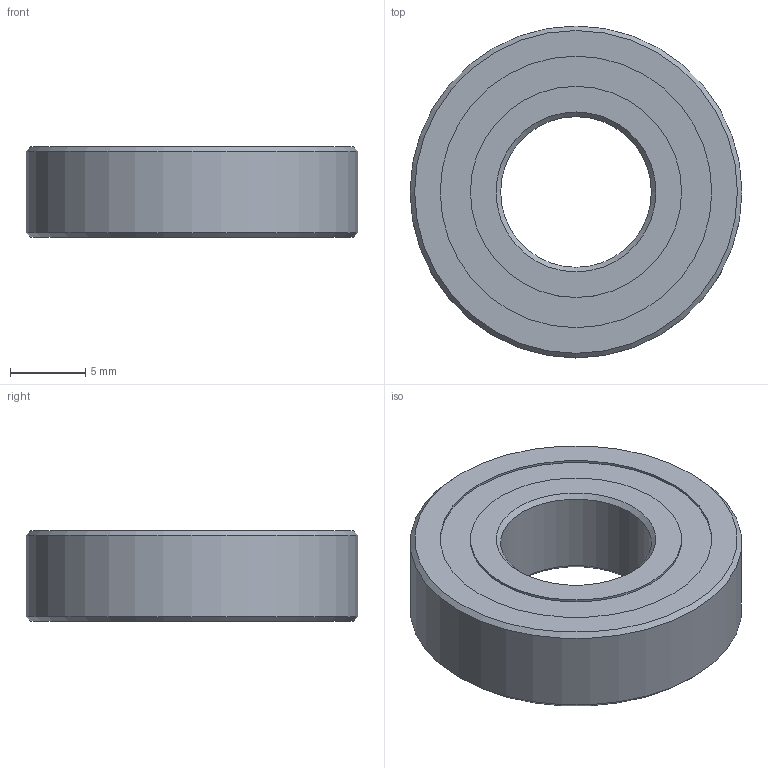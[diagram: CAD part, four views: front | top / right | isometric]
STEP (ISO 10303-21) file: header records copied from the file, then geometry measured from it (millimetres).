
FILE_DESCRIPTION(/* description */ (''),/* implementation_level */ '2;1');
FILE_NAME(/* name */ '5972K286_Ball Bearing.step',/* time_stamp */ '2023-12-15T18:01:58+05:30',/* author */ (''),/* organization */ (''),/* preprocessor_version */ 'ST-DEVELOPER v20',/* originating_system */ 'Autodesk Translation Framework v12.14.0.127',/* authorisation */ '');
FILE_SCHEMA (('AUTOMOTIVE_DESIGN { 1 0 10303 214 3 1 1 }'));
Length unit declared in the file: millimetre
Products named in the file (1): 5972K286_Ball Bearing
Bounding box: 22 x 22 x 6 mm (x, y, z)
Volume: 1504.3 mm3; surface area: 2604.9 mm2
Topology: 14 solids, 14 shells, 34 faces, 72 edges, 46 vertices
Faces by surface type: sphere 10, cylinder 10, plane 8, cone 4, torus 2
Full cylindrical faces by diameter (mm): 10 x1, 14 x4, 18 x4, 22 x1
Entity records: 862 total; most frequent: DIRECTION 160, CARTESIAN_POINT 133, ORIENTED_EDGE 104, AXIS2_PLACEMENT_3D 73, EDGE_CURVE 52, VERTEX_POINT 46, EDGE_LOOP 42, CIRCLE 38
